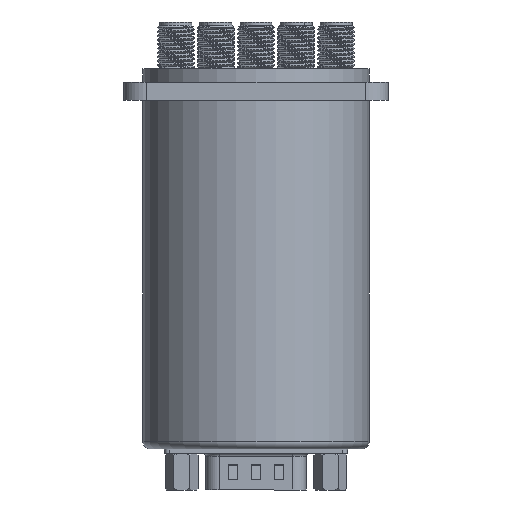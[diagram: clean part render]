
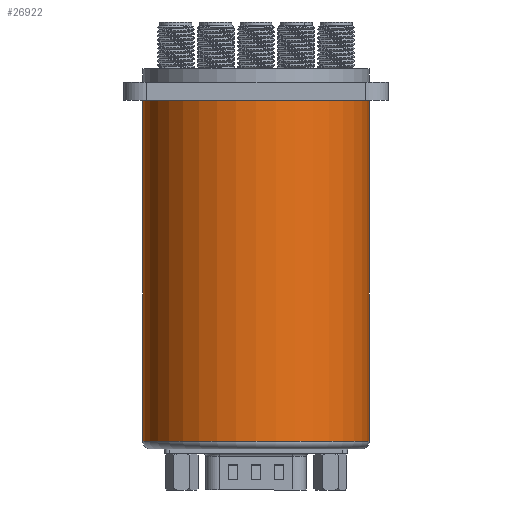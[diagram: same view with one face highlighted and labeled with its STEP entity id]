
A CAD part, front view. The second image highlights one B-rep face of the part: STEP entity #26922.
In plain terms, the highlighted cylindrical face has radius 19.05 mm (diameter 38.1 mm), a partial arc.
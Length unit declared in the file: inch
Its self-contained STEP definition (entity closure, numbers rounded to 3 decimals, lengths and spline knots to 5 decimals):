
#2826 = EDGE_CURVE ( 'NONE', #5367, #62209, #38341, .T. ) ;
#5367 = VERTEX_POINT ( 'NONE', #5837 ) ;
#5837 = CARTESIAN_POINT ( 'NONE',  ( -0.75, 0., -2.47 ) ) ;
#9054 = CARTESIAN_POINT ( 'NONE',  ( 0.75, 0., -7.16132 ) ) ;
#9482 = DIRECTION ( 'NONE',  ( 0., 0., 1. ) ) ;
#9943 = EDGE_LOOP ( 'NONE', ( #28742, #10248, #11619, #40475 ) ) ;
#10116 = DIRECTION ( 'NONE',  ( 0., 0., 1. ) ) ;
#10228 = EDGE_CURVE ( 'NONE', #62209, #32885, #48544, .T. ) ;
#10248 = ORIENTED_EDGE ( 'NONE', *, *, #2826, .T. ) ;
#11619 = ORIENTED_EDGE ( 'NONE', *, *, #10228, .T. ) ;
#12164 = AXIS2_PLACEMENT_3D ( 'NONE', #43946, #10116, #58512 ) ;
#13066 = AXIS2_PLACEMENT_3D ( 'NONE', #41205, #55769, #26536 ) ;
#14754 = CARTESIAN_POINT ( 'NONE',  ( 0., 0., -7.16132 ) ) ;
#15683 = EDGE_CURVE ( 'NONE', #5367, #34872, #60254, .T. ) ;
#16475 = CARTESIAN_POINT ( 'NONE',  ( 0.75, 0., -2.47 ) ) ;
#19131 = AXIS2_PLACEMENT_3D ( 'NONE', #14754, #29261, #53987 ) ;
#25600 = CARTESIAN_POINT ( 'NONE',  ( -0.75, 0., -7.16132 ) ) ;
#26536 = DIRECTION ( 'NONE',  ( -1., 0., 0. ) ) ;
#26922 = ADVANCED_FACE ( 'NONE', ( #38632 ), #30954, .T. ) ;
#28742 = ORIENTED_EDGE ( 'NONE', *, *, #15683, .F. ) ;
#29261 = DIRECTION ( 'NONE',  ( 0., 0., 1. ) ) ;
#29796 = CIRCLE ( 'NONE', #13066, 0.75 ) ;
#30311 = EDGE_CURVE ( 'NONE', #32885, #34872, #29796, .T. ) ;
#30954 = CYLINDRICAL_SURFACE ( 'NONE', #19131, 0.75 ) ;
#32885 = VERTEX_POINT ( 'NONE', #47184 ) ;
#34872 = VERTEX_POINT ( 'NONE', #46891 ) ;
#35535 = VECTOR ( 'NONE', #9482, 39.37008 ) ;
#38341 = CIRCLE ( 'NONE', #12164, 0.75 ) ;
#38632 = FACE_OUTER_BOUND ( 'NONE', #9943, .T. ) ;
#40475 = ORIENTED_EDGE ( 'NONE', *, *, #30311, .T. ) ;
#41205 = CARTESIAN_POINT ( 'NONE',  ( 0., 0., -0.21 ) ) ;
#42626 = DIRECTION ( 'NONE',  ( 0., 0., 1. ) ) ;
#43946 = CARTESIAN_POINT ( 'NONE',  ( 0., 0., -2.47 ) ) ;
#44151 = VECTOR ( 'NONE', #42626, 39.37008 ) ;
#46891 = CARTESIAN_POINT ( 'NONE',  ( -0.75, 0., -0.21 ) ) ;
#47184 = CARTESIAN_POINT ( 'NONE',  ( 0.75, 0., -0.21 ) ) ;
#48544 = LINE ( 'NONE', #9054, #35535 ) ;
#53987 = DIRECTION ( 'NONE',  ( 1., 0., 0. ) ) ;
#55769 = DIRECTION ( 'NONE',  ( 0., 0., -1. ) ) ;
#58512 = DIRECTION ( 'NONE',  ( 1., 0., 0. ) ) ;
#60254 = LINE ( 'NONE', #25600, #44151 ) ;
#62209 = VERTEX_POINT ( 'NONE', #16475 ) ;
